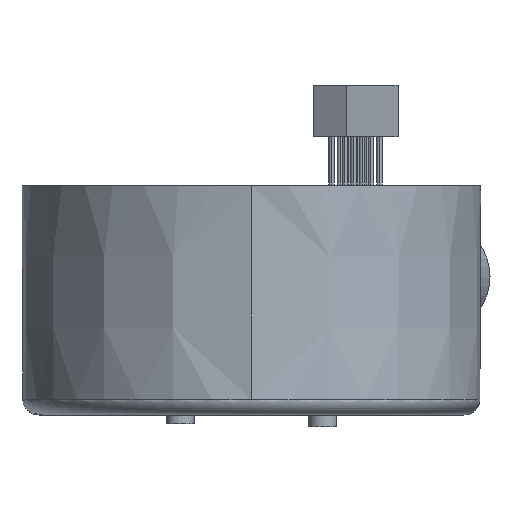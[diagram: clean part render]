
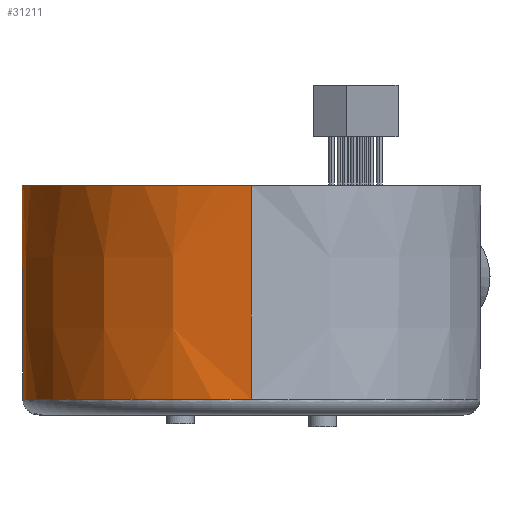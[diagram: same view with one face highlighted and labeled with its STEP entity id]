
A CAD part, front view. The second image highlights one B-rep face of the part: STEP entity #31211.
In plain terms, the highlighted conical face has half-angle 0.247 degrees and reference radius 28.942 mm.
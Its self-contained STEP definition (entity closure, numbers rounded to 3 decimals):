
#6198=CARTESIAN_POINT('',(0.,0.,-27.009));
#6199=DIRECTION('',(0.,0.,1.));
#6200=DIRECTION('',(-1.,0.,0.));
#6201=AXIS2_PLACEMENT_3D('',#6198,#6199,#6200);
#6229=CARTESIAN_POINT('',(0.,0.,-27.009));
#6230=DIRECTION('',(0.,0.,1.));
#6231=DIRECTION('',(0.,1.,0.));
#6232=AXIS2_PLACEMENT_3D('',#6229,#6230,#6231);
#6239=CARTESIAN_POINT('',(-26.909,10.542,-23.));
#6240=CARTESIAN_POINT('',(-27.173,9.869,-23.));
#6241=CARTESIAN_POINT('',(-27.683,8.419,
-22.896));
#6242=CARTESIAN_POINT('',(-28.326,5.952,
-22.479));
#6243=CARTESIAN_POINT('',(-28.781,3.18,
-21.843));
#6244=CARTESIAN_POINT('',(-28.908,1.096,
-21.297));
#6245=CARTESIAN_POINT('',(-28.909,0.,
-21.009));
#6247=DIRECTION('',(-0.004,0.,1.));
#6248=VECTOR('',#6247,19.);
#6249=CARTESIAN_POINT('',(-28.909,0.,
-21.009));
#6250=LINE('',#6249,#6248);
#6251=DIRECTION('',(0.,0.004,-1.));
#6252=VECTOR('',#6251,27.009);
#6253=CARTESIAN_POINT('',(0.,-29.,0.));
#6254=LINE('',#6253,#6252);
#6255=DIRECTION('',(0.,0.004,1.));
#6256=VECTOR('',#6255,4.009);
#6257=CARTESIAN_POINT('',(0.,28.884,
-27.009));
#6258=LINE('',#6257,#6256);
#6263=CARTESIAN_POINT('',(0.,0.,-23.));
#6264=DIRECTION('',(0.,0.,1.));
#6265=DIRECTION('',(0.,1.,0.));
#6266=AXIS2_PLACEMENT_3D('',#6263,#6264,#6265);
#6410=CARTESIAN_POINT('',(0.,0.,0.));
#6411=DIRECTION('',(0.,0.,1.));
#6412=DIRECTION('',(-0.931,0.366,0.));
#6413=AXIS2_PLACEMENT_3D('',#6410,#6411,#6412);
#6448=CARTESIAN_POINT('',(-28.991,0.,
-2.009));
#6449=CARTESIAN_POINT('',(-28.993,1.107,
-1.718));
#6450=CARTESIAN_POINT('',(-28.868,3.209,
-1.167));
#6451=CARTESIAN_POINT('',(-28.412,6.,
-0.525));
#6452=CARTESIAN_POINT('',(-27.769,8.477,
-0.105));
#6453=CARTESIAN_POINT('',(-27.256,9.931,
0.));
#6454=CARTESIAN_POINT('',(-26.991,10.605,
0.));
#20108=CARTESIAN_POINT('',(0.,28.901,-23.));
#20109=VERTEX_POINT('',#20108);
#20110=CARTESIAN_POINT('',(0.,28.884,
-27.009));
#20111=VERTEX_POINT('',#20110);
#20112=CARTESIAN_POINT('',(0.,-28.884,-27.009));
#20113=VERTEX_POINT('',#20112);
#20114=CARTESIAN_POINT('',(0.,-29.,0.));
#20115=VERTEX_POINT('',#20114);
#20139=CARTESIAN_POINT('',(-26.991,10.605,
0.));
#20140=VERTEX_POINT('',#20139);
#20200=VERTEX_POINT('',#6448);
#20201=CARTESIAN_POINT('',(-26.909,10.542,-23.));
#20202=VERTEX_POINT('',#20201);
#20203=VERTEX_POINT('',#6245);
#20204=CARTESIAN_POINT('',(-28.884,0.,
-27.009));
#20205=VERTEX_POINT('',#20204);
#31188=CARTESIAN_POINT('',(0.,0.,-13.504));
#31189=DIRECTION('',(0.,0.,1.));
#31190=DIRECTION('',(0.,-1.,0.));
#31191=AXIS2_PLACEMENT_3D('',#31188,#31189,#31190);
#31192=CONICAL_SURFACE('',#31191,28.942,0.247);
#31194=ORIENTED_EDGE('',*,*,#31193,.T.);
#31196=ORIENTED_EDGE('',*,*,#31195,.T.);
#31198=ORIENTED_EDGE('',*,*,#31197,.T.);
#31200=ORIENTED_EDGE('',*,*,#31199,.T.);
#31202=ORIENTED_EDGE('',*,*,#31201,.T.);
#31204=ORIENTED_EDGE('',*,*,#31203,.T.);
#31205=ORIENTED_EDGE('',*,*,#31133,.F.);
#31206=ORIENTED_EDGE('',*,*,#31181,.F.);
#31208=ORIENTED_EDGE('',*,*,#31207,.T.);
#31209=EDGE_LOOP('',(#31194,#31196,#31198,#31200,#31202,#31204,#31205,#31206,
#31208));
#31210=FACE_OUTER_BOUND('',#31209,.F.);
#6202=CIRCLE('',#6201,28.884);
#6233=CIRCLE('',#6232,28.884);
#6246=B_SPLINE_CURVE_WITH_KNOTS('',3,(#6239,#6240,#6241,#6242,#6243,#6244,
#6245),.UNSPECIFIED.,.F.,.F.,(4,1,1,1,4),(0.,0.25,0.5,0.75,1.),
.UNSPECIFIED.);
#6267=CIRCLE('',#6266,28.901);
#6414=CIRCLE('',#6413,29.);
#6455=B_SPLINE_CURVE_WITH_KNOTS('',3,(#6448,#6449,#6450,#6451,#6452,#6453,
#6454),.UNSPECIFIED.,.F.,.F.,(4,1,1,1,4),(0.,0.25,0.5,0.75,1.),
.UNSPECIFIED.);
#31133=EDGE_CURVE('',#20205,#20113,#6202,.T.);
#31181=EDGE_CURVE('',#20111,#20205,#6233,.T.);
#31193=EDGE_CURVE('',#20109,#20202,#6267,.T.);
#31195=EDGE_CURVE('',#20202,#20203,#6246,.T.);
#31197=EDGE_CURVE('',#20203,#20200,#6250,.T.);
#31199=EDGE_CURVE('',#20200,#20140,#6455,.T.);
#31201=EDGE_CURVE('',#20140,#20115,#6414,.T.);
#31203=EDGE_CURVE('',#20115,#20113,#6254,.T.);
#31207=EDGE_CURVE('',#20111,#20109,#6258,.T.);
#31211=ADVANCED_FACE('',(#31210),#31192,.T.);
